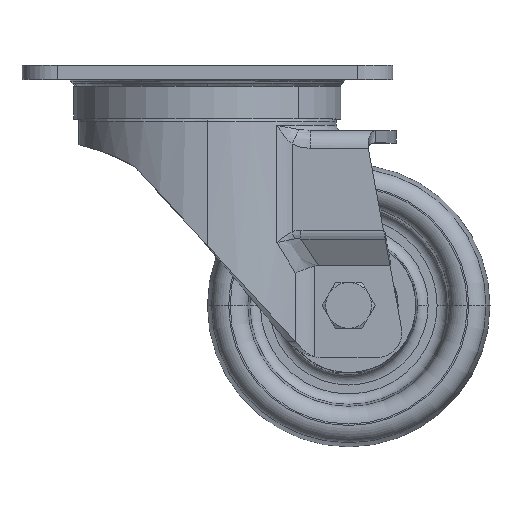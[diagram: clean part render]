
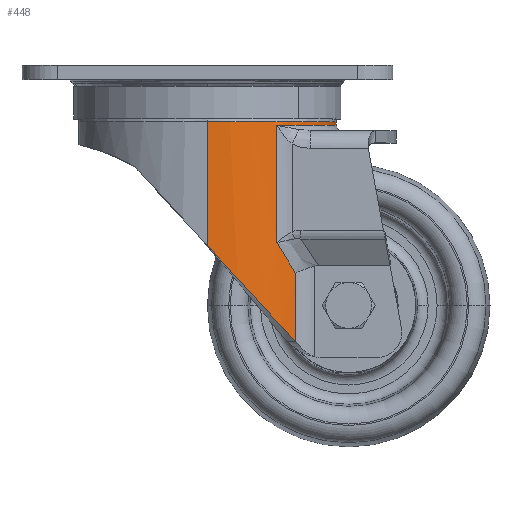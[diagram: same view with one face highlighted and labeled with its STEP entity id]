
A CAD part, top view. The second image highlights one B-rep face of the part: STEP entity #448.
In plain terms, the highlighted cylindrical face has radius 36.5 mm (diameter 73 mm), a partial arc.
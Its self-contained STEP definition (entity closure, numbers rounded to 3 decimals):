
#208 = CARTESIAN_POINT ( 'NONE',  ( 0., -17., 0. ) ) ;
#448 = ADVANCED_FACE ( 'NONE', ( #18757 ), #23059, .T. ) ;
#760 = CARTESIAN_POINT ( 'NONE',  ( 9.606, -61.575, 36.5 ) ) ;
#1380 = EDGE_CURVE ( 'NONE', #39451, #18966, #2890, .T. ) ;
#1574 = CARTESIAN_POINT ( 'NONE',  ( 0., -51.092, 36.5 ) ) ;
#1783 = CARTESIAN_POINT ( 'NONE',  ( 23.264, -55.588, -28.218 ) ) ;
#2650 = CARTESIAN_POINT ( 'NONE',  ( 24.933, -58.884, 26.657 ) ) ;
#2890 =( BOUNDED_CURVE ( )  B_SPLINE_CURVE ( 3, ( #3120, #9136, #6057, #24483 ),
 .UNSPECIFIED., .F., .T. ) 
 B_SPLINE_CURVE_WITH_KNOTS ( ( 4, 4 ),
 ( 0., 0.039 ),
 .UNSPECIFIED. ) 
 CURVE ( )  GEOMETRIC_REPRESENTATION_ITEM ( )  RATIONAL_B_SPLINE_CURVE ( ( 0.578, 0.526, 0.5, 0.5 ) ) 
 REPRESENTATION_ITEM ( '' )  );
#2993 = EDGE_CURVE ( 'NONE', #37421, #37773, #5342, .T. ) ;
#3120 = CARTESIAN_POINT ( 'NONE',  ( 24.933, -78.302, -26.657 ) ) ;
#3283 = DIRECTION ( 'NONE',  ( 0., 0., -1. ) ) ;
#3574 = LINE ( 'NONE', #17132, #27007 ) ;
#4690 = CARTESIAN_POINT ( 'NONE',  ( 24.933, 12.822, 26.657 ) ) ;
#5342 = B_SPLINE_CURVE_WITH_KNOTS ( 'NONE', 3,
 ( #32274, #17012, #1783, #23137 ),
 .UNSPECIFIED., .F., .F.,
 ( 4, 4 ),
 ( 0., 1. ),
 .UNSPECIFIED. ) ;
#5878 =( BOUNDED_CURVE ( )  B_SPLINE_CURVE ( 3, ( #6917, #760, #9984, #31389 ),
 .UNSPECIFIED., .F., .T. ) 
 B_SPLINE_CURVE_WITH_KNOTS ( ( 4, 4 ),
 ( 0., 0.039 ),
 .UNSPECIFIED. ) 
 CURVE ( )  GEOMETRIC_REPRESENTATION_ITEM ( )  RATIONAL_B_SPLINE_CURVE ( ( 0.5, 0.5, 0.526, 0.578 ) ) 
 REPRESENTATION_ITEM ( '' )  );
#6057 = CARTESIAN_POINT ( 'NONE',  ( 9.606, -61.575, -36.5 ) ) ;
#6484 = CARTESIAN_POINT ( 'NONE',  ( 19.651, 12.822, 30.758 ) ) ;
#6917 = CARTESIAN_POINT ( 'NONE',  ( 0., -51.092, 36.5 ) ) ;
#7291 = DIRECTION ( 'NONE',  ( 0., -1., 0. ) ) ;
#7495 = DIRECTION ( 'NONE',  ( 0., 1., 0. ) ) ;
#7919 = DIRECTION ( 'NONE',  ( 0., -1., 0. ) ) ;
#8255 = ORIENTED_EDGE ( 'NONE', *, *, #14688, .T. ) ;
#8783 = CARTESIAN_POINT ( 'NONE',  ( 23.264, -55.588, 28.218 ) ) ;
#9136 = CARTESIAN_POINT ( 'NONE',  ( 18.263, -71.024, -32.895 ) ) ;
#9563 = DIRECTION ( 'NONE',  ( 0., 1., 0. ) ) ;
#9984 = CARTESIAN_POINT ( 'NONE',  ( 18.263, -71.024, 32.895 ) ) ;
#10033 = EDGE_CURVE ( 'NONE', #18674, #32257, #24266, .T. ) ;
#10078 = EDGE_CURVE ( 'NONE', #15543, #18674, #28563, .T. ) ;
#10427 = CARTESIAN_POINT ( 'NONE',  ( 19.651, -50.223, -30.758 ) ) ;
#10670 = EDGE_CURVE ( 'NONE', #32257, #37421, #3574, .T. ) ;
#11240 = EDGE_LOOP ( 'NONE', ( #17075, #21462, #26273, #37429, #8255, #23176, #16540, #21828, #28059, #19576, #29767, #34053 ) ) ;
#11561 = CARTESIAN_POINT ( 'NONE',  ( 24.933, 12.822, -26.657 ) ) ;
#11664 = CARTESIAN_POINT ( 'NONE',  ( 0., 12.822, 36.5 ) ) ;
#11736 = CARTESIAN_POINT ( 'NONE',  ( 24.933, -78.302, 26.657 ) ) ;
#12279 = VECTOR ( 'NONE', #9563, 1000. ) ;
#12430 = CARTESIAN_POINT ( 'NONE',  ( 24.933, -58.884, 26.657 ) ) ;
#14413 = CARTESIAN_POINT ( 'NONE',  ( 19.651, -17., 30.758 ) ) ;
#14688 = EDGE_CURVE ( 'NONE', #15351, #15543, #14940, .T. ) ;
#14732 = DIRECTION ( 'NONE',  ( 0., -1., 0. ) ) ;
#14940 = B_SPLINE_CURVE_WITH_KNOTS ( 'NONE', 3,
 ( #2650, #8783, #39424, #21033 ),
 .UNSPECIFIED., .F., .F.,
 ( 4, 4 ),
 ( 0., 1. ),
 .UNSPECIFIED. ) ;
#15351 = VERTEX_POINT ( 'NONE', #12430 ) ;
#15543 = VERTEX_POINT ( 'NONE', #16619 ) ;
#16128 = LINE ( 'NONE', #11664, #32432 ) ;
#16540 = ORIENTED_EDGE ( 'NONE', *, *, #10033, .T. ) ;
#16619 = CARTESIAN_POINT ( 'NONE',  ( 19.651, -50.223, 30.758 ) ) ;
#16733 = CARTESIAN_POINT ( 'NONE',  ( 19.651, -17., -30.758 ) ) ;
#17012 = CARTESIAN_POINT ( 'NONE',  ( 21.487, -52.701, -29.585 ) ) ;
#17075 = ORIENTED_EDGE ( 'NONE', *, *, #19484, .T. ) ;
#17132 = CARTESIAN_POINT ( 'NONE',  ( 19.651, 12.822, -30.758 ) ) ;
#18674 = VERTEX_POINT ( 'NONE', #14413 ) ;
#18757 = FACE_OUTER_BOUND ( 'NONE', #11240, .T. ) ;
#18966 = VERTEX_POINT ( 'NONE', #21996 ) ;
#19306 = DIRECTION ( 'NONE',  ( 0., 0., -1. ) ) ;
#19484 = EDGE_CURVE ( 'NONE', #34570, #26956, #21863, .T. ) ;
#19576 = ORIENTED_EDGE ( 'NONE', *, *, #24053, .T. ) ;
#20430 = VERTEX_POINT ( 'NONE', #1574 ) ;
#21033 = CARTESIAN_POINT ( 'NONE',  ( 19.651, -50.223, 30.758 ) ) ;
#21194 = AXIS2_PLACEMENT_3D ( 'NONE', #25585, #7291, #28651 ) ;
#21286 = AXIS2_PLACEMENT_3D ( 'NONE', #208, #21547, #3283 ) ;
#21462 = ORIENTED_EDGE ( 'NONE', *, *, #38135, .T. ) ;
#21547 = DIRECTION ( 'NONE',  ( 0., 1., 0. ) ) ;
#21828 = ORIENTED_EDGE ( 'NONE', *, *, #10670, .T. ) ;
#21863 = CIRCLE ( 'NONE', #21194, 36.5 ) ;
#21996 = CARTESIAN_POINT ( 'NONE',  ( 0., -51.092, -36.5 ) ) ;
#22833 = CARTESIAN_POINT ( 'NONE',  ( 24.933, -78.302, -26.657 ) ) ;
#23059 = CYLINDRICAL_SURFACE ( 'NONE', #35546, 36.5 ) ;
#23137 = CARTESIAN_POINT ( 'NONE',  ( 24.933, -58.884, -26.657 ) ) ;
#23176 = ORIENTED_EDGE ( 'NONE', *, *, #10078, .T. ) ;
#23233 = LINE ( 'NONE', #4690, #31399 ) ;
#24053 = EDGE_CURVE ( 'NONE', #37773, #39451, #35694, .T. ) ;
#24266 = CIRCLE ( 'NONE', #21286, 36.5 ) ;
#24483 = CARTESIAN_POINT ( 'NONE',  ( 0., -51.092, -36.5 ) ) ;
#25585 = CARTESIAN_POINT ( 'NONE',  ( 0., -15.963, 0. ) ) ;
#26273 = ORIENTED_EDGE ( 'NONE', *, *, #30928, .T. ) ;
#26956 = VERTEX_POINT ( 'NONE', #30686 ) ;
#27007 = VECTOR ( 'NONE', #7919, 1000. ) ;
#27490 = VECTOR ( 'NONE', #39162, 1000. ) ;
#28059 = ORIENTED_EDGE ( 'NONE', *, *, #2993, .T. ) ;
#28563 = LINE ( 'NONE', #6484, #12279 ) ;
#28651 = DIRECTION ( 'NONE',  ( 0., 0., -1. ) ) ;
#29537 = CARTESIAN_POINT ( 'NONE',  ( 0., -15.963, -36.5 ) ) ;
#29767 = ORIENTED_EDGE ( 'NONE', *, *, #1380, .T. ) ;
#30686 = CARTESIAN_POINT ( 'NONE',  ( 0., -15.963, 36.5 ) ) ;
#30928 = EDGE_CURVE ( 'NONE', #20430, #33929, #5878, .T. ) ;
#31288 = EDGE_CURVE ( 'NONE', #34570, #18966, #34533, .T. ) ;
#31389 = CARTESIAN_POINT ( 'NONE',  ( 24.933, -78.302, 26.657 ) ) ;
#31399 = VECTOR ( 'NONE', #7495, 1000. ) ;
#32050 = CARTESIAN_POINT ( 'NONE',  ( 0., 12.822, 0. ) ) ;
#32257 = VERTEX_POINT ( 'NONE', #16733 ) ;
#32274 = CARTESIAN_POINT ( 'NONE',  ( 19.651, -50.223, -30.758 ) ) ;
#32432 = VECTOR ( 'NONE', #14732, 1000. ) ;
#33529 = VECTOR ( 'NONE', #36077, 1000. ) ;
#33666 = CARTESIAN_POINT ( 'NONE',  ( 24.933, -58.884, -26.657 ) ) ;
#33929 = VERTEX_POINT ( 'NONE', #11736 ) ;
#34053 = ORIENTED_EDGE ( 'NONE', *, *, #31288, .F. ) ;
#34533 = LINE ( 'NONE', #39145, #33529 ) ;
#34570 = VERTEX_POINT ( 'NONE', #29537 ) ;
#35546 = AXIS2_PLACEMENT_3D ( 'NONE', #32050, #35849, #19306 ) ;
#35694 = LINE ( 'NONE', #11561, #27490 ) ;
#35849 = DIRECTION ( 'NONE',  ( 0., -1., 0. ) ) ;
#36077 = DIRECTION ( 'NONE',  ( 0., -1., 0. ) ) ;
#37421 = VERTEX_POINT ( 'NONE', #10427 ) ;
#37429 = ORIENTED_EDGE ( 'NONE', *, *, #39435, .T. ) ;
#37773 = VERTEX_POINT ( 'NONE', #33666 ) ;
#38135 = EDGE_CURVE ( 'NONE', #26956, #20430, #16128, .T. ) ;
#39145 = CARTESIAN_POINT ( 'NONE',  ( 0., 12.822, -36.5 ) ) ;
#39162 = DIRECTION ( 'NONE',  ( 0., -1., 0. ) ) ;
#39424 = CARTESIAN_POINT ( 'NONE',  ( 21.487, -52.701, 29.585 ) ) ;
#39435 = EDGE_CURVE ( 'NONE', #33929, #15351, #23233, .T. ) ;
#39451 = VERTEX_POINT ( 'NONE', #22833 ) ;
